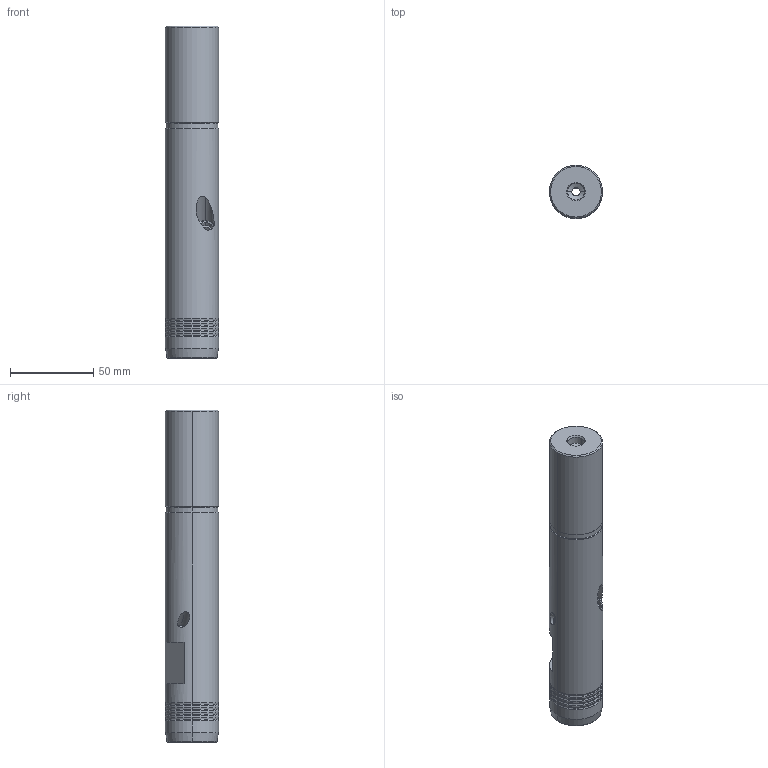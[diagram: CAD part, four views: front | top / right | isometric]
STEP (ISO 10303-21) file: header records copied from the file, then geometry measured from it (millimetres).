
FILE_DESCRIPTION (( 'STEP AP214' ), '1' );
FILE_NAME ('77.032.020 x=140_step.STEP', '2020-09-22T06:22:36', ( '' ), ( '' ), 'SwSTEP 2.0', 'SolidWorks 2018', '' );
FILE_SCHEMA (( 'AUTOMOTIVE_DESIGN' ));
Length unit declared in the file: millimetre
Products named in the file (1): 77.032.020 x=140_step
Bounding box: 32 x 32 x 200 mm (x, y, z)
Volume: 138790.7 mm3; surface area: 44191 mm2
Topology: 8 solids, 8 shells, 321 faces, 725 edges, 431 vertices
Faces by surface type: cylinder 122, cone 94, torus 48, plane 47, bspline 6, sphere 4
Entity records: 19167 total; most frequent: CARTESIAN_POINT 8456, DIRECTION 1571, ORIENTED_EDGE 1436, EDGE_CURVE 718, AXIS2_PLACEMENT_3D 666, VERTEX_POINT 428, CIRCLE 350, EDGE_LOOP 346
